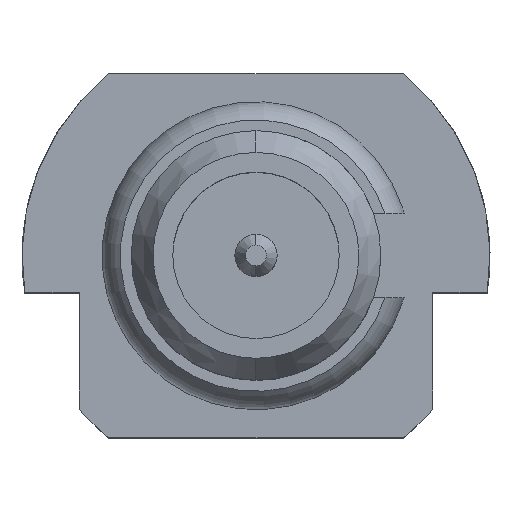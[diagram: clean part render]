
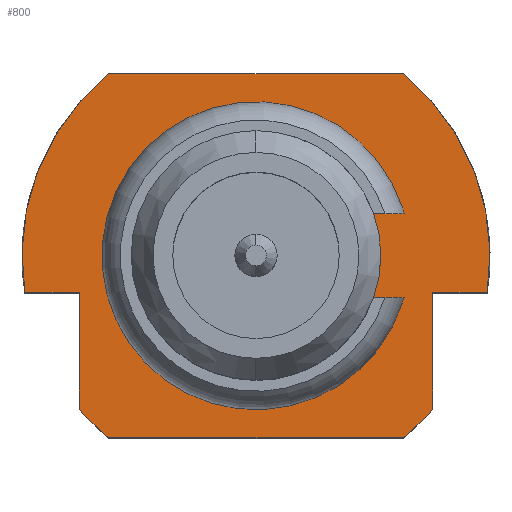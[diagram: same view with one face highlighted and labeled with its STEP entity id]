
A CAD part, top view. The second image highlights one B-rep face of the part: STEP entity #800.
In plain terms, the highlighted planar face has unit normal (0, 0, 1).
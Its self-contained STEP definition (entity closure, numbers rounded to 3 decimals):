
#121=DIRECTION('',(1.,0.,0.));
#122=VECTOR('',#121,0.523);
#123=CARTESIAN_POINT('',(1.7,-0.35,-2.7));
#124=LINE('',#123,#122);
#125=CARTESIAN_POINT('',(0.,0.,-2.7));
#126=DIRECTION('',(0.,0.,1.));
#127=DIRECTION('',(0.629,-0.778,0.));
#128=AXIS2_PLACEMENT_3D('',#125,#126,#127);
#130=CARTESIAN_POINT('',(0.,0.,-2.7));
#131=DIRECTION('',(0.,0.,1.));
#132=DIRECTION('',(-0.756,-0.655,0.));
#133=AXIS2_PLACEMENT_3D('',#130,#131,#132);
#135=DIRECTION('',(1.,0.,0.));
#136=VECTOR('',#135,0.523);
#137=CARTESIAN_POINT('',(-2.223,-0.35,-2.7));
#138=LINE('',#137,#136);
#139=CARTESIAN_POINT('',(0.,0.,-2.7));
#140=DIRECTION('',(0.,0.,1.));
#141=DIRECTION('',(-0.629,0.778,0.));
#142=AXIS2_PLACEMENT_3D('',#139,#140,#141);
#144=CARTESIAN_POINT('',(0.,0.,-2.7));
#145=DIRECTION('',(0.,0.,1.));
#146=DIRECTION('',(0.988,-0.156,0.));
#147=AXIS2_PLACEMENT_3D('',#144,#145,#146);
#149=CARTESIAN_POINT('',(0.,0.,-2.7));
#150=DIRECTION('',(0.,0.,-1.));
#151=DIRECTION('',(0.,-1.,0.));
#152=AXIS2_PLACEMENT_3D('',#149,#150,#151);
#154=CARTESIAN_POINT('',(0.,0.,-2.7));
#155=DIRECTION('',(0.,0.,-1.));
#156=DIRECTION('',(0.,1.,0.));
#157=AXIS2_PLACEMENT_3D('',#154,#155,#156);
#159=DIRECTION('',(0.,-1.,0.));
#160=VECTOR('',#159,1.124);
#161=CARTESIAN_POINT('',(1.7,-0.35,-2.7));
#162=LINE('',#161,#160);
#175=DIRECTION('',(-1.,0.,0.));
#176=VECTOR('',#175,2.828);
#177=CARTESIAN_POINT('',(1.414,-1.75,-2.7));
#178=LINE('',#177,#176);
#191=DIRECTION('',(0.,1.,0.));
#192=VECTOR('',#191,1.124);
#193=CARTESIAN_POINT('',(-1.7,-1.474,-2.7));
#194=LINE('',#193,#192);
#233=DIRECTION('',(1.,0.,0.));
#234=VECTOR('',#233,2.828);
#235=CARTESIAN_POINT('',(-1.414,1.75,-2.7));
#236=LINE('',#235,#234);
#583=CARTESIAN_POINT('',(0.,1.2,-2.7));
#585=VERTEX_POINT('',#583);
#589=CARTESIAN_POINT('',(0.,-1.2,-2.7));
#590=VERTEX_POINT('',#589);
#591=CARTESIAN_POINT('',(1.7,-1.474,-2.7));
#592=VERTEX_POINT('',#591);
#593=CARTESIAN_POINT('',(1.7,-0.35,-2.7));
#594=VERTEX_POINT('',#593);
#607=CARTESIAN_POINT('',(2.223,-0.35,-2.7));
#608=VERTEX_POINT('',#607);
#609=CARTESIAN_POINT('',(-1.7,-1.474,-2.7));
#610=VERTEX_POINT('',#609);
#611=CARTESIAN_POINT('',(-1.414,-1.75,-2.7));
#612=VERTEX_POINT('',#611);
#621=CARTESIAN_POINT('',(-1.414,1.75,-2.7));
#622=VERTEX_POINT('',#621);
#623=CARTESIAN_POINT('',(-2.223,-0.35,-2.7));
#624=VERTEX_POINT('',#623);
#631=CARTESIAN_POINT('',(-1.7,-0.35,-2.7));
#632=VERTEX_POINT('',#631);
#633=CARTESIAN_POINT('',(1.414,1.75,-2.7));
#634=VERTEX_POINT('',#633);
#635=CARTESIAN_POINT('',(1.414,-1.75,-2.7));
#636=VERTEX_POINT('',#635);
#769=CARTESIAN_POINT('',(0.,-1.798,-2.7));
#770=DIRECTION('',(0.,0.,1.));
#771=DIRECTION('',(0.,-1.,0.));
#772=AXIS2_PLACEMENT_3D('',#769,#770,#771);
#773=PLANE('',#772);
#774=ORIENTED_EDGE('',*,*,#720,.F.);
#776=ORIENTED_EDGE('',*,*,#775,.T.);
#778=ORIENTED_EDGE('',*,*,#777,.F.);
#780=ORIENTED_EDGE('',*,*,#779,.T.);
#782=ORIENTED_EDGE('',*,*,#781,.F.);
#784=ORIENTED_EDGE('',*,*,#783,.T.);
#786=ORIENTED_EDGE('',*,*,#785,.F.);
#788=ORIENTED_EDGE('',*,*,#787,.F.);
#790=ORIENTED_EDGE('',*,*,#789,.T.);
#791=ORIENTED_EDGE('',*,*,#736,.F.);
#792=EDGE_LOOP('',(#774,#776,#778,#780,#782,#784,#786,#788,#790,#791));
#793=FACE_OUTER_BOUND('',#792,.F.);
#795=ORIENTED_EDGE('',*,*,#794,.F.);
#797=ORIENTED_EDGE('',*,*,#796,.F.);
#798=EDGE_LOOP('',(#795,#797));
#799=FACE_BOUND('',#798,.F.);
#800=ADVANCED_FACE('',(#793,#799),#773,.T.);
#129=CIRCLE('',#128,2.25);
#134=CIRCLE('',#133,2.25);
#143=CIRCLE('',#142,2.25);
#148=CIRCLE('',#147,2.25);
#153=CIRCLE('',#152,1.2);
#158=CIRCLE('',#157,1.2);
#720=EDGE_CURVE('',#594,#608,#124,.T.);
#736=EDGE_CURVE('',#608,#634,#148,.T.);
#775=EDGE_CURVE('',#594,#592,#162,.T.);
#777=EDGE_CURVE('',#636,#592,#129,.T.);
#779=EDGE_CURVE('',#636,#612,#178,.T.);
#781=EDGE_CURVE('',#610,#612,#134,.T.);
#783=EDGE_CURVE('',#610,#632,#194,.T.);
#785=EDGE_CURVE('',#624,#632,#138,.T.);
#787=EDGE_CURVE('',#622,#624,#143,.T.);
#789=EDGE_CURVE('',#622,#634,#236,.T.);
#794=EDGE_CURVE('',#590,#585,#153,.T.);
#796=EDGE_CURVE('',#585,#590,#158,.T.);
